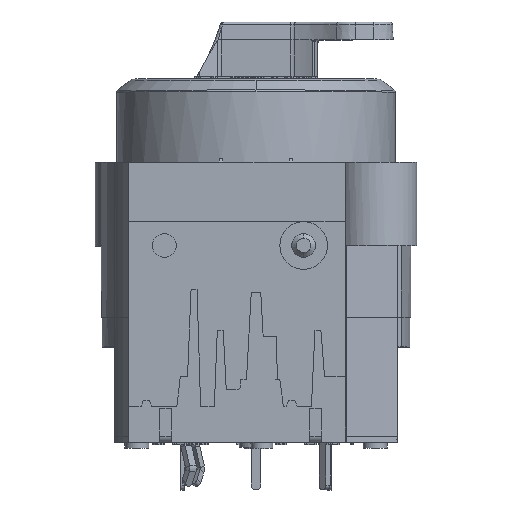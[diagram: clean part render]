
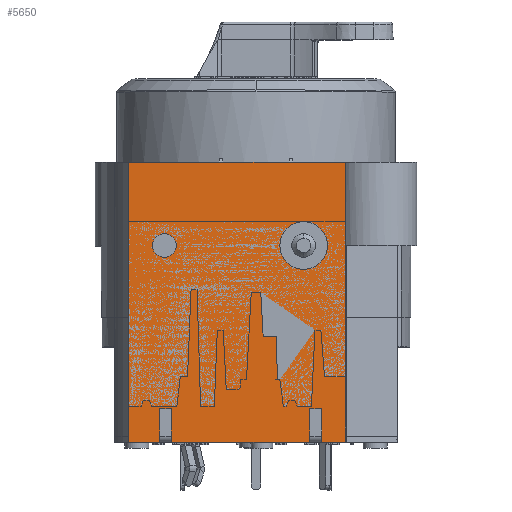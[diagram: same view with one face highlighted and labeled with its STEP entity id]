
A CAD part, top view. The second image highlights one B-rep face of the part: STEP entity #5650.
In plain terms, the highlighted planar face has unit normal (0, 0, 1).
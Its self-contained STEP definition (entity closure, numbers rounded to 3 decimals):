
#397=DIRECTION('',(1.,0.,0.));
#398=VECTOR('',#397,18.2);
#399=CARTESIAN_POINT('',(-10.7,-30.5,14.5));
#400=LINE('',#399,#398);
#514=DIRECTION('',(0.,-1.,0.));
#515=VECTOR('',#514,23.5);
#516=CARTESIAN_POINT('',(-10.7,-7.,14.5));
#517=LINE('',#516,#515);
#518=DIRECTION('',(-1.,0.,0.));
#519=VECTOR('',#518,18.2);
#520=CARTESIAN_POINT('',(7.5,-7.,14.5));
#521=LINE('',#520,#519);
#522=DIRECTION('',(0.,-1.,0.));
#523=VECTOR('',#522,23.5);
#524=CARTESIAN_POINT('',(7.5,-7.,14.5));
#525=LINE('',#524,#523);
#4381=CARTESIAN_POINT('',(7.5,-7.,14.5));
#4382=VERTEX_POINT('',#4381);
#4383=CARTESIAN_POINT('',(-10.7,-7.,14.5));
#4384=VERTEX_POINT('',#4383);
#4455=CARTESIAN_POINT('',(7.5,-30.5,14.5));
#4456=VERTEX_POINT('',#4455);
#4457=CARTESIAN_POINT('',(-10.7,-30.5,14.5));
#4458=VERTEX_POINT('',#4457);
#5638=CARTESIAN_POINT('',(-1.6,-18.75,14.5));
#5639=DIRECTION('',(0.,0.,1.));
#5640=DIRECTION('',(-1.,0.,0.));
#5641=AXIS2_PLACEMENT_3D('',#5638,#5639,#5640);
#5642=PLANE('',#5641);
#5643=ORIENTED_EDGE('',*,*,#5519,.F.);
#5644=ORIENTED_EDGE('',*,*,#5633,.F.);
#5645=ORIENTED_EDGE('',*,*,#5417,.F.);
#5647=ORIENTED_EDGE('',*,*,#5646,.T.);
#5648=EDGE_LOOP('',(#5643,#5644,#5645,#5647));
#5649=FACE_OUTER_BOUND('',#5648,.F.);
#5417=EDGE_CURVE('',#4382,#4384,#521,.T.);
#5519=EDGE_CURVE('',#4458,#4456,#400,.T.);
#5633=EDGE_CURVE('',#4384,#4458,#517,.T.);
#5646=EDGE_CURVE('',#4382,#4456,#525,.T.);
#5650=ADVANCED_FACE('',(#5649),#5642,.T.);
